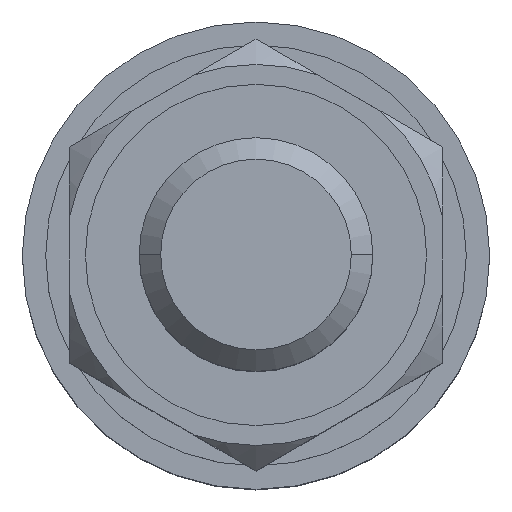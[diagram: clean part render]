
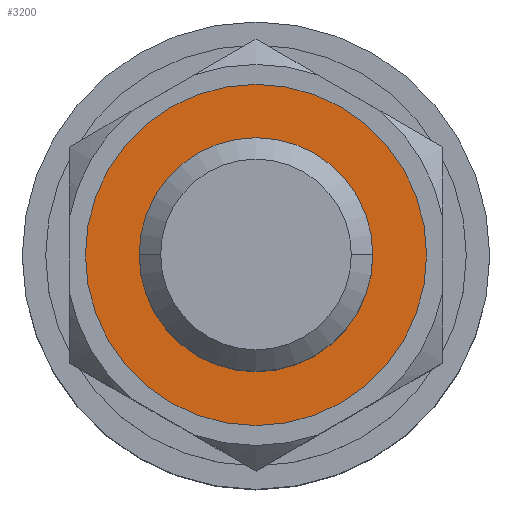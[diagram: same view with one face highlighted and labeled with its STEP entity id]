
A CAD part, top view. The second image highlights one B-rep face of the part: STEP entity #3200.
In plain terms, the highlighted face is planar.
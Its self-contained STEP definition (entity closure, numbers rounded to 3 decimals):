
#2743=CARTESIAN_POINT('',(0.,0.,0.));
#2744=DIRECTION('',(0.,-1.,0.));
#2745=DIRECTION('',(0.,0.,1.));
#2746=AXIS2_PLACEMENT_3D('',#2743,#2744,#2745);
#2748=CARTESIAN_POINT('',(0.,0.,0.));
#2749=DIRECTION('',(0.,-1.,0.));
#2750=DIRECTION('',(0.,0.,-1.));
#2751=AXIS2_PLACEMENT_3D('',#2748,#2749,#2750);
#2753=CARTESIAN_POINT('',(0.,0.,0.));
#2754=DIRECTION('',(0.,-1.,0.));
#2755=DIRECTION('',(1.,0.,0.));
#2756=AXIS2_PLACEMENT_3D('',#2753,#2754,#2755);
#2771=CARTESIAN_POINT('',(0.,0.,0.));
#2772=DIRECTION('',(0.,-1.,0.));
#2773=DIRECTION('',(-1.,0.,0.));
#2774=AXIS2_PLACEMENT_3D('',#2771,#2772,#2773);
#3139=CARTESIAN_POINT('',(0.,0.,7.3));
#3140=CARTESIAN_POINT('',(0.,0.,-7.3));
#3141=VERTEX_POINT('',#3139);
#3142=VERTEX_POINT('',#3140);
#3175=CARTESIAN_POINT('',(-5.,0.,0.));
#3176=CARTESIAN_POINT('',(5.,0.,0.));
#3177=VERTEX_POINT('',#3175);
#3178=VERTEX_POINT('',#3176);
#3183=CARTESIAN_POINT('',(0.,0.,0.));
#3184=DIRECTION('',(0.,1.,0.));
#3185=DIRECTION('',(1.,0.,0.));
#3186=AXIS2_PLACEMENT_3D('',#3183,#3184,#3185);
#3187=PLANE('',#3186);
#3189=ORIENTED_EDGE('',*,*,#3188,.F.);
#3191=ORIENTED_EDGE('',*,*,#3190,.F.);
#3192=EDGE_LOOP('',(#3189,#3191));
#3193=FACE_OUTER_BOUND('',#3192,.F.);
#3195=ORIENTED_EDGE('',*,*,#3194,.T.);
#3197=ORIENTED_EDGE('',*,*,#3196,.T.);
#3198=EDGE_LOOP('',(#3195,#3197));
#3199=FACE_BOUND('',#3198,.F.);
#3200=ADVANCED_FACE('',(#3193,#3199),#3187,.F.);
#2747=CIRCLE('',#2746,7.3);
#2752=CIRCLE('',#2751,7.3);
#2757=CIRCLE('',#2756,5.);
#2775=CIRCLE('',#2774,5.);
#3188=EDGE_CURVE('',#3141,#3142,#2747,.T.);
#3190=EDGE_CURVE('',#3142,#3141,#2752,.T.);
#3194=EDGE_CURVE('',#3178,#3177,#2757,.T.);
#3196=EDGE_CURVE('',#3177,#3178,#2775,.T.);
